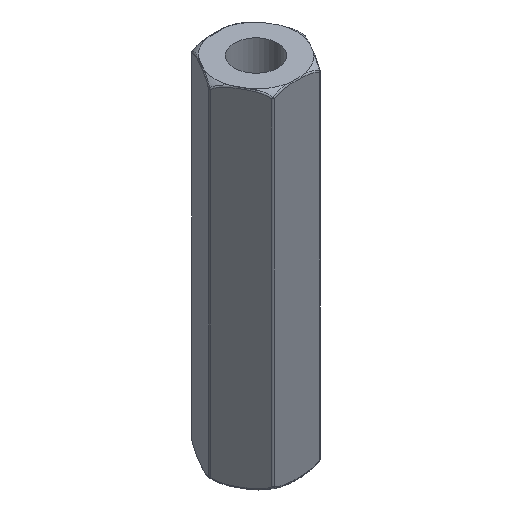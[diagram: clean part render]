
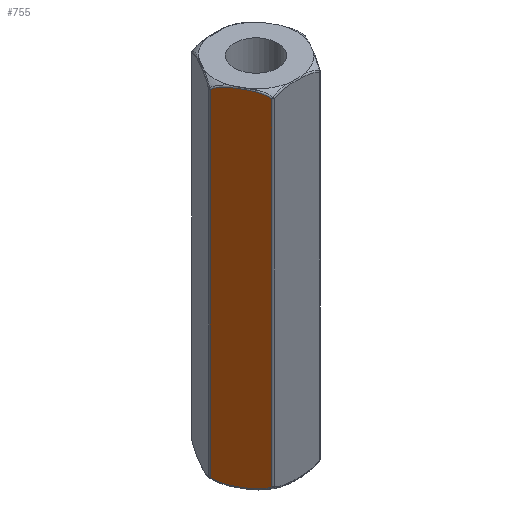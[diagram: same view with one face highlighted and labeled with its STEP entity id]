
A CAD part, isometric view. The second image highlights one B-rep face of the part: STEP entity #755.
In plain terms, the highlighted planar face has unit normal (-0.866, -0.5, 0).
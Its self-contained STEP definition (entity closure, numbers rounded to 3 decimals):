
#52=LINE('',#1273,#65);
#60=LINE('',#1773,#73);
#65=VECTOR('',#948,1.);
#73=VECTOR('',#978,1.);
#98=FACE_OUTER_BOUND('',#150,.T.);
#150=EDGE_LOOP('',(#515,#516,#517,#518));
#207=B_SPLINE_CURVE_WITH_KNOTS('',3,(#1720,#1721,#1722,#1723,#1724,#1725,
#1726,#1727,#1728,#1729,#1730,#1731,#1732,#1733,#1734,#1735,#1736,#1737,
#1738,#1739,#1740,#1741,#1742,#1743,#1744,#1745,#1746,#1747,#1748,#1749,
#1750,#1751,#1752,#1753,#1754,#1755,#1756,#1757,#1758,#1759,#1760,#1761,
#1762,#1763,#1764,#1765,#1766,#1767,#1768,#1769,#1770,#1771),
 .UNSPECIFIED.,.F.,.F.,(4,3,3,3,3,3,3,3,3,3,3,3,3,3,3,3,3,4),(0.,
0.,0.,0.,0.001,
0.001,0.001,0.001,0.001,
0.001,0.001,0.002,0.002,
0.002,0.002,0.002,0.003,
0.003),.UNSPECIFIED.);
#208=B_SPLINE_CURVE_WITH_KNOTS('',3,(#1774,#1775,#1776,#1777,#1778,#1779,
#1780,#1781,#1782,#1783,#1784,#1785,#1786,#1787,#1788,#1789,#1790,#1791,
#1792,#1793,#1794,#1795,#1796,#1797,#1798,#1799,#1800,#1801,#1802,#1803,
#1804,#1805,#1806),.UNSPECIFIED.,.F.,.F.,(4,2,2,2,2,2,2,2,2,3,2,2,2,2,2,
4),(-0.001,-0.001,-0.001,-0.001,
-0.001,-0.001,0.,0.,
0.,0.,0.,0.001,
0.001,0.001,0.001,0.001),
 .UNSPECIFIED.);
#306=VERTEX_POINT('',#1258);
#310=VERTEX_POINT('',#1269);
#325=VERTEX_POINT('',#1719);
#326=VERTEX_POINT('',#1772);
#375=EDGE_CURVE('',#310,#306,#52,.T.);
#398=EDGE_CURVE('',#306,#325,#207,.T.);
#399=EDGE_CURVE('',#325,#326,#60,.T.);
#400=EDGE_CURVE('',#326,#310,#208,.T.);
#515=ORIENTED_EDGE('',*,*,#398,.T.);
#516=ORIENTED_EDGE('',*,*,#399,.T.);
#517=ORIENTED_EDGE('',*,*,#400,.T.);
#518=ORIENTED_EDGE('',*,*,#375,.T.);
#687=PLANE('',#841);
#755=ADVANCED_FACE('',(#98),#687,.F.);
#841=AXIS2_PLACEMENT_3D('',#1718,#976,#977);
#948=DIRECTION('',(0.,0.,-1.));
#976=DIRECTION('center_axis',(0.866,0.5,0.));
#977=DIRECTION('ref_axis',(-0.5,0.866,0.));
#978=DIRECTION('',(0.,0.,1.));
#1258=CARTESIAN_POINT('',(-2.685,-0.05,0.372));
#1269=CARTESIAN_POINT('',(-2.685,-0.05,19.728));
#1273=CARTESIAN_POINT('',(-2.685,-0.05,20.05));
#1718=CARTESIAN_POINT('Origin',(-2.714,0.,20.05));
#1719=CARTESIAN_POINT('',(-1.386,-2.3,0.372));
#1720=CARTESIAN_POINT('Ctrl Pts',(-2.685,-0.05,0.372));
#1721=CARTESIAN_POINT('Ctrl Pts',(-2.665,-0.084,
0.348));
#1722=CARTESIAN_POINT('Ctrl Pts',(-2.645,-0.119,
0.326));
#1723=CARTESIAN_POINT('Ctrl Pts',(-2.624,-0.155,
0.306));
#1724=CARTESIAN_POINT('Ctrl Pts',(-2.601,-0.194,
0.285));
#1725=CARTESIAN_POINT('Ctrl Pts',(-2.578,-0.234,
0.266));
#1726=CARTESIAN_POINT('Ctrl Pts',(-2.555,-0.275,
0.249));
#1727=CARTESIAN_POINT('Ctrl Pts',(-2.529,-0.319,
0.231));
#1728=CARTESIAN_POINT('Ctrl Pts',(-2.503,-0.364,
0.215));
#1729=CARTESIAN_POINT('Ctrl Pts',(-2.477,-0.41,0.202));
#1730=CARTESIAN_POINT('Ctrl Pts',(-2.445,-0.465,
0.186));
#1731=CARTESIAN_POINT('Ctrl Pts',(-2.413,-0.52,0.172));
#1732=CARTESIAN_POINT('Ctrl Pts',(-2.381,-0.576,
0.161));
#1733=CARTESIAN_POINT('Ctrl Pts',(-2.377,-0.582,
0.16));
#1734=CARTESIAN_POINT('Ctrl Pts',(-2.374,-0.589,
0.159));
#1735=CARTESIAN_POINT('Ctrl Pts',(-2.37,-0.595,
0.158));
#1736=CARTESIAN_POINT('Ctrl Pts',(-2.37,-0.596,
0.158));
#1737=CARTESIAN_POINT('Ctrl Pts',(-2.37,-0.596,
0.157));
#1738=CARTESIAN_POINT('Ctrl Pts',(-2.369,-0.596,0.157));
#1739=CARTESIAN_POINT('Ctrl Pts',(-2.333,-0.659,
0.145));
#1740=CARTESIAN_POINT('Ctrl Pts',(-2.296,-0.722,
0.136));
#1741=CARTESIAN_POINT('Ctrl Pts',(-2.26,-0.786,0.129));
#1742=CARTESIAN_POINT('Ctrl Pts',(-2.219,-0.857,
0.121));
#1743=CARTESIAN_POINT('Ctrl Pts',(-2.178,-0.927,
0.116));
#1744=CARTESIAN_POINT('Ctrl Pts',(-2.137,-0.999,0.113));
#1745=CARTESIAN_POINT('Ctrl Pts',(-2.103,-1.057,0.11));
#1746=CARTESIAN_POINT('Ctrl Pts',(-2.069,-1.116,0.109));
#1747=CARTESIAN_POINT('Ctrl Pts',(-2.036,-1.174,0.109));
#1748=CARTESIAN_POINT('Ctrl Pts',(-2.036,-1.174,0.109));
#1749=CARTESIAN_POINT('Ctrl Pts',(-2.035,-1.174,0.109));
#1750=CARTESIAN_POINT('Ctrl Pts',(-2.035,-1.175,0.109));
#1751=CARTESIAN_POINT('Ctrl Pts',(-1.978,-1.274,0.109));
#1752=CARTESIAN_POINT('Ctrl Pts',(-1.921,-1.373,0.112));
#1753=CARTESIAN_POINT('Ctrl Pts',(-1.864,-1.472,0.12));
#1754=CARTESIAN_POINT('Ctrl Pts',(-1.81,-1.565,0.128));
#1755=CARTESIAN_POINT('Ctrl Pts',(-1.756,-1.658,0.139));
#1756=CARTESIAN_POINT('Ctrl Pts',(-1.703,-1.75,0.157));
#1757=CARTESIAN_POINT('Ctrl Pts',(-1.703,-1.751,0.157));
#1758=CARTESIAN_POINT('Ctrl Pts',(-1.702,-1.752,0.157));
#1759=CARTESIAN_POINT('Ctrl Pts',(-1.702,-1.752,0.157));
#1760=CARTESIAN_POINT('Ctrl Pts',(-1.666,-1.814,0.169));
#1761=CARTESIAN_POINT('Ctrl Pts',(-1.63,-1.876,0.183));
#1762=CARTESIAN_POINT('Ctrl Pts',(-1.595,-1.937,0.201));
#1763=CARTESIAN_POINT('Ctrl Pts',(-1.566,-1.988,0.216));
#1764=CARTESIAN_POINT('Ctrl Pts',(-1.536,-2.039,0.234));
#1765=CARTESIAN_POINT('Ctrl Pts',(-1.508,-2.088,0.255));
#1766=CARTESIAN_POINT('Ctrl Pts',(-1.483,-2.132,0.273));
#1767=CARTESIAN_POINT('Ctrl Pts',(-1.458,-2.174,0.294));
#1768=CARTESIAN_POINT('Ctrl Pts',(-1.435,-2.215,0.317));
#1769=CARTESIAN_POINT('Ctrl Pts',(-1.418,-2.244,0.334));
#1770=CARTESIAN_POINT('Ctrl Pts',(-1.402,-2.272,0.352));
#1771=CARTESIAN_POINT('Ctrl Pts',(-1.386,-2.3,0.372));
#1772=CARTESIAN_POINT('',(-1.386,-2.3,19.728));
#1773=CARTESIAN_POINT('',(-1.386,-2.3,20.05));
#1774=CARTESIAN_POINT('Ctrl Pts',(-1.386,-2.3,19.728));
#1775=CARTESIAN_POINT('Ctrl Pts',(-1.407,-2.263,19.754));
#1776=CARTESIAN_POINT('Ctrl Pts',(-1.429,-2.226,19.777));
#1777=CARTESIAN_POINT('Ctrl Pts',(-1.476,-2.144,19.821));
#1778=CARTESIAN_POINT('Ctrl Pts',(-1.501,-2.1,19.842));
#1779=CARTESIAN_POINT('Ctrl Pts',(-1.556,-2.004,19.879));
#1780=CARTESIAN_POINT('Ctrl Pts',(-1.586,-1.953,19.895));
#1781=CARTESIAN_POINT('Ctrl Pts',(-1.644,-1.852,19.922));
#1782=CARTESIAN_POINT('Ctrl Pts',(-1.673,-1.803,19.933));
#1783=CARTESIAN_POINT('Ctrl Pts',(-1.702,-1.752,19.943));
#1784=CARTESIAN_POINT('Ctrl Pts',(-1.702,-1.752,19.943));
#1785=CARTESIAN_POINT('Ctrl Pts',(-1.751,-1.667,19.959));
#1786=CARTESIAN_POINT('Ctrl Pts',(-1.8,-1.582,19.97));
#1787=CARTESIAN_POINT('Ctrl Pts',(-1.902,-1.405,19.986));
#1788=CARTESIAN_POINT('Ctrl Pts',(-1.956,-1.312,19.99));
#1789=CARTESIAN_POINT('Ctrl Pts',(-2.018,-1.204,19.991));
#1790=CARTESIAN_POINT('Ctrl Pts',(-2.027,-1.19,19.991));
#1791=CARTESIAN_POINT('Ctrl Pts',(-2.035,-1.175,19.991));
#1792=CARTESIAN_POINT('Ctrl Pts',(-2.035,-1.175,19.991));
#1793=CARTESIAN_POINT('Ctrl Pts',(-2.035,-1.175,19.991));
#1794=CARTESIAN_POINT('Ctrl Pts',(-2.083,-1.092,19.991));
#1795=CARTESIAN_POINT('Ctrl Pts',(-2.131,-1.01,19.989));
#1796=CARTESIAN_POINT('Ctrl Pts',(-2.217,-0.861,
19.979));
#1797=CARTESIAN_POINT('Ctrl Pts',(-2.255,-0.795,
19.973));
#1798=CARTESIAN_POINT('Ctrl Pts',(-2.318,-0.685,
19.958));
#1799=CARTESIAN_POINT('Ctrl Pts',(-2.344,-0.641,
19.951));
#1800=CARTESIAN_POINT('Ctrl Pts',(-2.369,-0.597,
19.943));
#1801=CARTESIAN_POINT('Ctrl Pts',(-2.369,-0.597,
19.943));
#1802=CARTESIAN_POINT('Ctrl Pts',(-2.424,-0.502,
19.925));
#1803=CARTESIAN_POINT('Ctrl Pts',(-2.478,-0.407,
19.9));
#1804=CARTESIAN_POINT('Ctrl Pts',(-2.584,-0.224,
19.832));
#1805=CARTESIAN_POINT('Ctrl Pts',(-2.637,-0.133,
19.788));
#1806=CARTESIAN_POINT('Ctrl Pts',(-2.685,-0.05,19.728));
